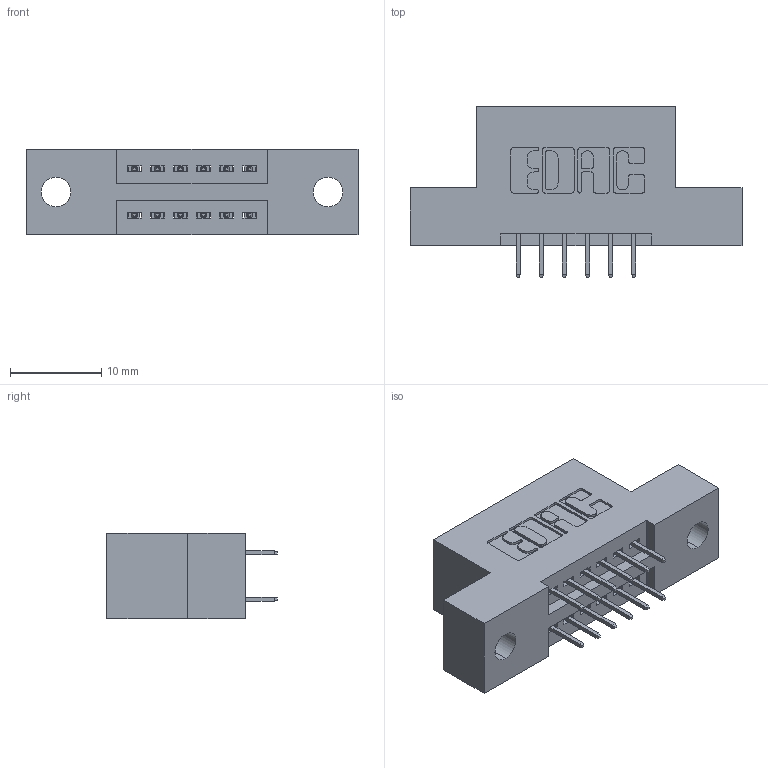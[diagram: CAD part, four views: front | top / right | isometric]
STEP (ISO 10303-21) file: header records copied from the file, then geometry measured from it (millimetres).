
FILE_DESCRIPTION (( 'STEP AP203' ), '1' );
FILE_NAME ('845-012-525-202.STEP', '2020-09-22T16:11:52', ( '' ), ( '' ), 'SwSTEP 2.0', 'SolidWorks 2020', '' );
FILE_SCHEMA (( 'CONFIG_CONTROL_DESIGN' ));
Length unit declared in the file: inch
Products named in the file (3): 845 Part_Flush Mounting Lugs - 0.128 Dia; 345-292-001_345-293-125; 845-012-525-202
Assembly tree (13 placements, depth 2):
  845-012-525-202
    845 Part_Flush Mounting Lugs - 0.128 Dia
    345-292-001_345-293-125  x12
Bounding box: 36.45 x 18.72 x 9.4 mm (x, y, z)
Volume: 3150.1 mm3; surface area: 3626.9 mm2
Topology: 13 solids, 13 shells, 774 faces, 2177 edges, 1402 vertices
Faces by surface type: plane 548, cylinder 226
Entity records: 9631 total; most frequent: CARTESIAN_POINT 1648, ORIENTED_EDGE 1582, DIRECTION 1499, EDGE_CURVE 791, LINE 639, VECTOR 639, VERTEX_POINT 522, AXIS2_PLACEMENT_3D 430
